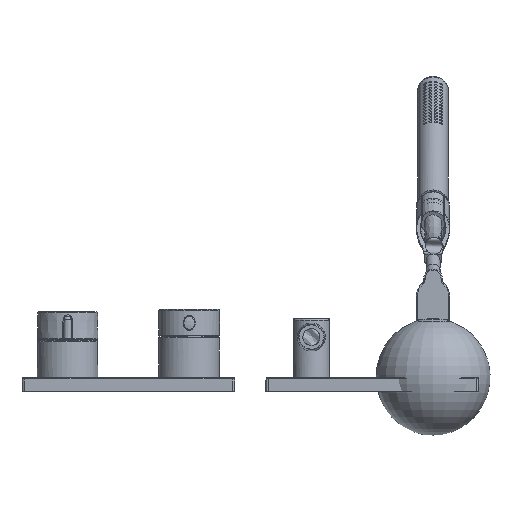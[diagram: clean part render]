
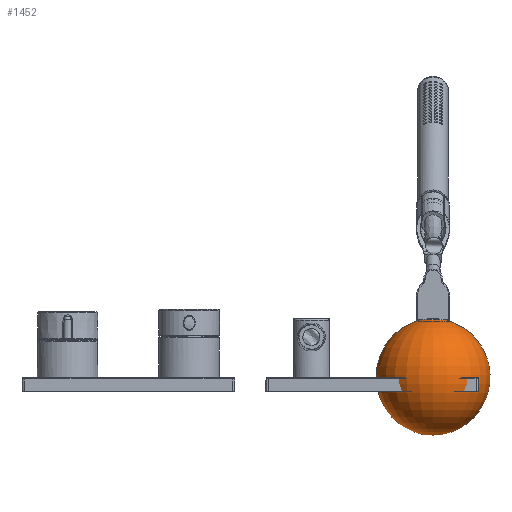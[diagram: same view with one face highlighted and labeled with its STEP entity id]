
A CAD part, front view. The second image highlights one B-rep face of the part: STEP entity #1452.
In plain terms, the highlighted toroidal (fillet/blend) face has major radius 1.09 mm and minor radius 48.279 mm.
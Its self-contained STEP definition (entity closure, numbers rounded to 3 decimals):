
#596 = CIRCLE ( 'NONE', #10759, 11.006 ) ;
#1452 = ADVANCED_FACE ( 'NONE', ( #12917 ), #12570, .T. ) ;
#4542 = AXIS2_PLACEMENT_3D ( 'NONE', #8805, #4764, #4644 ) ;
#4644 = DIRECTION ( 'NONE',  ( 0., 1., 0. ) ) ;
#4764 = DIRECTION ( 'NONE',  ( 0., 0., -1. ) ) ;
#4903 = EDGE_LOOP ( 'NONE', ( #9359 ) ) ;
#5952 = EDGE_CURVE ( 'NONE', #13545, #13545, #596, .T. ) ;
#6343 = DIRECTION ( 'NONE',  ( 0., 0., -1. ) ) ;
#8805 = CARTESIAN_POINT ( 'NONE',  ( 50., 0., 12.233 ) ) ;
#9359 = ORIENTED_EDGE ( 'NONE', *, *, #5952, .F. ) ;
#10759 = AXIS2_PLACEMENT_3D ( 'NONE', #14319, #6343, #15622 ) ;
#12570 = TOROIDAL_SURFACE ( 'NONE', #4542, 1.09, 48.279 ) ;
#12917 = FACE_OUTER_BOUND ( 'NONE', #4903, .T. ) ;
#13501 = CARTESIAN_POINT ( 'NONE',  ( 50., 11.006, 59.483 ) ) ;
#13545 = VERTEX_POINT ( 'NONE', #13501 ) ;
#14319 = CARTESIAN_POINT ( 'NONE',  ( 50., 0., 59.483 ) ) ;
#15622 = DIRECTION ( 'NONE',  ( 0., 1., 0. ) ) ;
